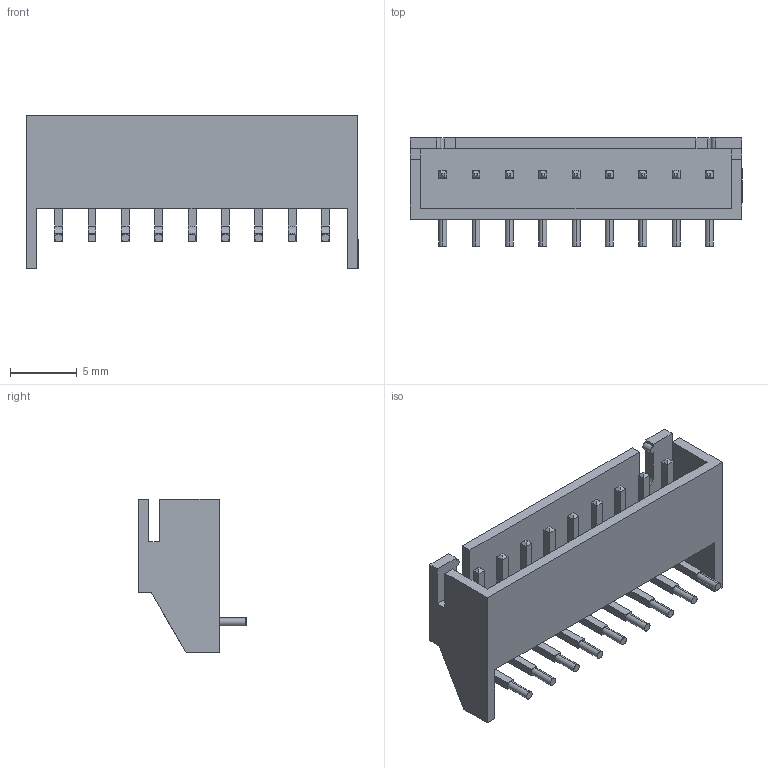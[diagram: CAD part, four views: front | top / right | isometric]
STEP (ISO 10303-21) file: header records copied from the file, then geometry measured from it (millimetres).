
FILE_DESCRIPTION (( 'STEP AP214' ), '1' );
FILE_NAME ('User Library-S XH-A.STEP', '2019-08-30T08:10:03', ( '' ), ( '' ), 'SwSTEP 2.0', 'SolidWorks 2019', '' );
FILE_SCHEMA (( 'AUTOMOTIVE_DESIGN' ));
Length unit declared in the file: millimetre
Products named in the file (1): User Library-S XH-A
Bounding box: 24.9 x 8.1 x 11.5 mm (x, y, z)
Volume: 469.1 mm3; surface area: 1425.6 mm2
Topology: 1 solids, 1 shells, 252 faces, 606 edges, 374 vertices
Faces by surface type: plane 212, cylinder 40
Entity records: 7655 total; most frequent: CARTESIAN_POINT 1233, ORIENTED_EDGE 1212, DIRECTION 1210, EDGE_CURVE 606, LINE 508, VECTOR 508, VERTEX_POINT 374, AXIS2_PLACEMENT_3D 351
